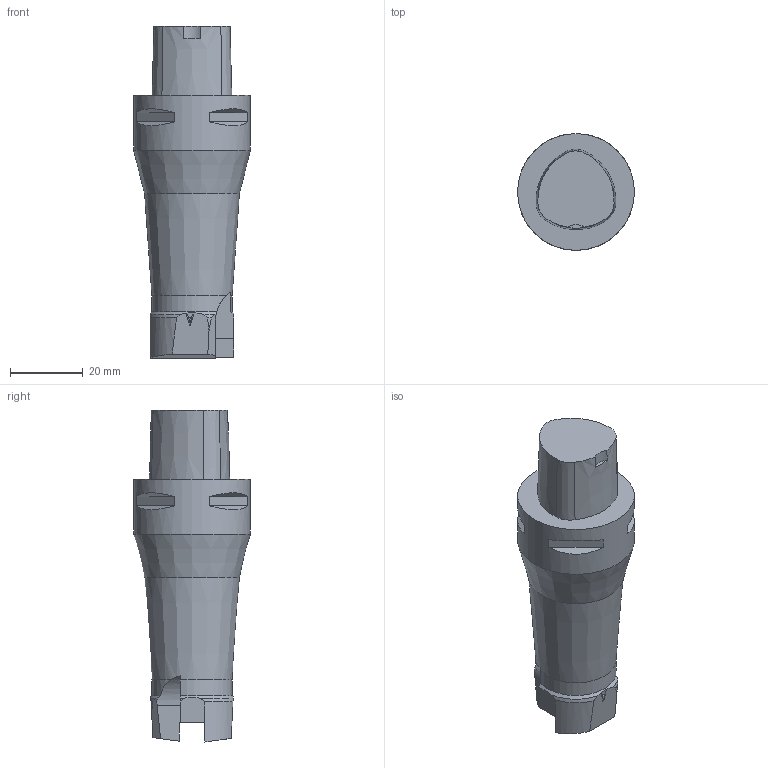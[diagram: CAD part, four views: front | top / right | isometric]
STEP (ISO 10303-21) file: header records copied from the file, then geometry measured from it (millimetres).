
FILE_DESCRIPTION(/* description */ (''),/* implementation_level */ '2;1');
FILE_NAME(/* name */ '1545052346655.stp',/* time_stamp */ '2018-12-17T14:12:43+01:00',/* author */ (''),/* organization */ ('SMS'),/* preprocessor_version */ 'ST-DEVELOPER v15',/* originating_system */ 'SIEMENS PLM Software NX 8.5',/* authorisation */ '');
FILE_SCHEMA (('AUTOMOTIVE_DESIGN { 1 0 10303 214 3 1 1 1 }'));
Length unit declared in the file: millimetre
Products named in the file (1): 200952696mod000_01
Bounding box: 32 x 32 x 91 mm (x, y, z)
Volume: 44739.4 mm3; surface area: 8640.4 mm2
Topology: 1 solids, 1 shells, 83 faces, 212 edges, 145 vertices
Faces by surface type: plane 49, cone 16, cylinder 10, extrusion 8
Full cylindrical faces by diameter (mm): 32 x1
Entity records: 2816 total; most frequent: CARTESIAN_POINT 840, ORIENTED_EDGE 414, DIRECTION 356, EDGE_CURVE 207, VERTEX_POINT 139, AXIS2_PLACEMENT_3D 135, EDGE_LOOP 96, VECTOR 86
